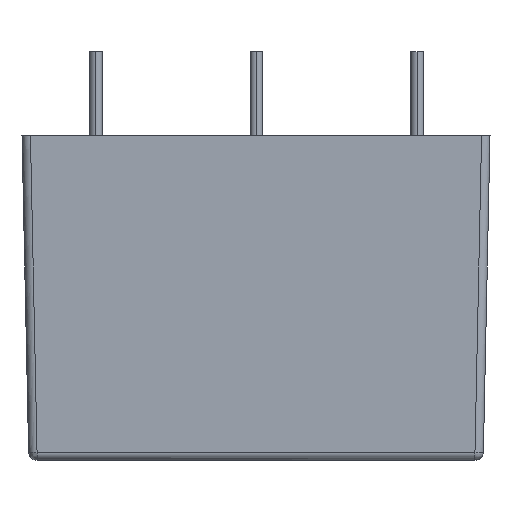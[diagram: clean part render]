
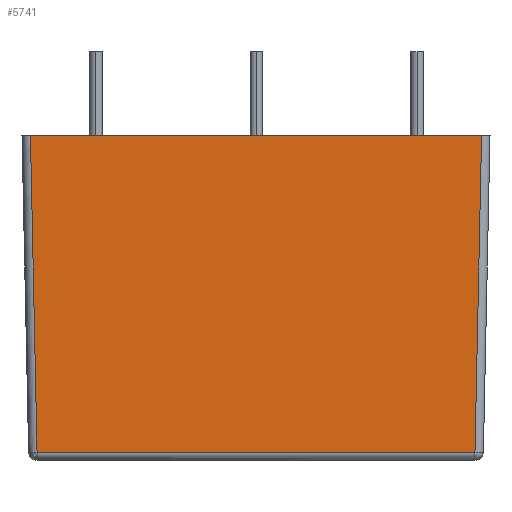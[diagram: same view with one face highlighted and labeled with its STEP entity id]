
A CAD part, left-side view. The second image highlights one B-rep face of the part: STEP entity #5741.
In plain terms, the highlighted planar face has unit normal (-1, 0, -0.021).
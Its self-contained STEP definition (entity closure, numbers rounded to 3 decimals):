
#100 = LINE ( 'NONE', #7170, #1745 ) ;
#120 = PLANE ( 'NONE',  #10707 ) ;
#1601 = EDGE_CURVE ( 'NONE', #8989, #3497, #11369, .T. ) ;
#1632 = CARTESIAN_POINT ( 'NONE',  ( -1.31, 20.323, -3.908 ) ) ;
#1745 = VECTOR ( 'NONE', #9189, 1000. ) ;
#2198 = CARTESIAN_POINT ( 'NONE',  ( -1.624, -0.763, 11.1 ) ) ;
#2909 = FACE_OUTER_BOUND ( 'NONE', #9619, .T. ) ;
#3497 = VERTEX_POINT ( 'NONE', #8602 ) ;
#4270 = DIRECTION ( 'NONE',  ( 0., 1., 0. ) ) ;
#4595 = VECTOR ( 'NONE', #4270, 1000. ) ;
#5019 = DIRECTION ( 'NONE',  ( 0., -1., 0. ) ) ;
#5200 = VERTEX_POINT ( 'NONE', #1632 ) ;
#5240 = ORIENTED_EDGE ( 'NONE', *, *, #1601, .T. ) ;
#5741 = ADVANCED_FACE ( 'NONE', ( #2909 ), #120, .T. ) ;
#6025 = LINE ( 'NONE', #6168, #12286 ) ;
#6126 = DIRECTION ( 'NONE',  ( -1., 0., -0.021 ) ) ;
#6168 = CARTESIAN_POINT ( 'NONE',  ( -1.31, 20.323, -3.908 ) ) ;
#6317 = ORIENTED_EDGE ( 'NONE', *, *, #12423, .T. ) ;
#7059 = CARTESIAN_POINT ( 'NONE',  ( -1.624, 21.037, 11.1 ) ) ;
#7170 = CARTESIAN_POINT ( 'NONE',  ( -1.31, 20.323, -3.908 ) ) ;
#7241 = VERTEX_POINT ( 'NONE', #9826 ) ;
#7873 = CARTESIAN_POINT ( 'NONE',  ( -1.624, -0.763, 11.1 ) ) ;
#8602 = CARTESIAN_POINT ( 'NONE',  ( -1.624, 20.637, 11.1 ) ) ;
#8989 = VERTEX_POINT ( 'NONE', #7873 ) ;
#9189 = DIRECTION ( 'NONE',  ( -0.021, 0.021, 1. ) ) ;
#9333 = DIRECTION ( 'NONE',  ( 0.021, 0.021, -1. ) ) ;
#9619 = EDGE_LOOP ( 'NONE', ( #11420, #5240, #11321, #6317 ) ) ;
#9826 = CARTESIAN_POINT ( 'NONE',  ( -1.31, -0.449, -3.908 ) ) ;
#10215 = LINE ( 'NONE', #13166, #10420 ) ;
#10420 = VECTOR ( 'NONE', #9333, 1000. ) ;
#10707 = AXIS2_PLACEMENT_3D ( 'NONE', #7059, #6126, #11145 ) ;
#11145 = DIRECTION ( 'NONE',  ( 0., 1., 0. ) ) ;
#11321 = ORIENTED_EDGE ( 'NONE', *, *, #13165, .F. ) ;
#11369 = LINE ( 'NONE', #2198, #4595 ) ;
#11420 = ORIENTED_EDGE ( 'NONE', *, *, #12005, .F. ) ;
#12005 = EDGE_CURVE ( 'NONE', #8989, #7241, #10215, .T. ) ;
#12286 = VECTOR ( 'NONE', #5019, 1000. ) ;
#12423 = EDGE_CURVE ( 'NONE', #5200, #7241, #6025, .T. ) ;
#13165 = EDGE_CURVE ( 'NONE', #5200, #3497, #100, .T. ) ;
#13166 = CARTESIAN_POINT ( 'NONE',  ( -1.624, -0.763, 11.1 ) ) ;
